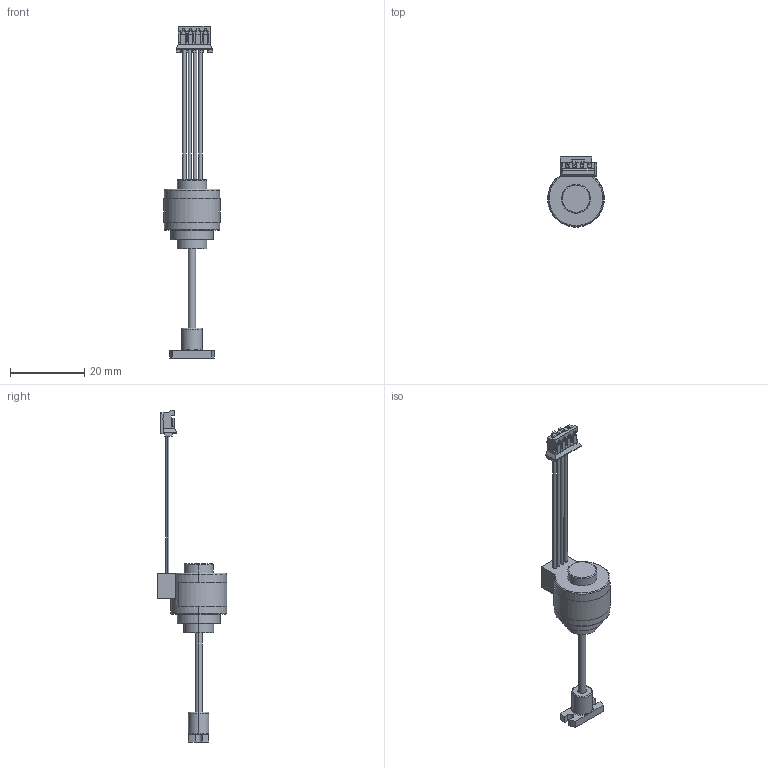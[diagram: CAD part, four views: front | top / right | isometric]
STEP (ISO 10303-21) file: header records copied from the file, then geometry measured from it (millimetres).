
FILE_DESCRIPTION (( 'STEP AP214' ), '1' );
FILE_NAME ('AMETEK-LE1574W-04-25.5-W038-0-R.STEP', '2023-05-02T08:04:38', ( '' ), ( '' ), 'SwSTEP 2.0', 'SolidWorks 2022', '' );
FILE_SCHEMA (( 'AUTOMOTIVE_DESIGN' ));
Length unit declared in the file: millimetre
Products named in the file (5): 56-837-2_56-837-2; 56-513_56-513-4; AMETEK-LE1574W-04-25.5-W038-0-R; 52-768_52-768-1; Rnut_BFWRN_-008-XXXX-BZ00
Assembly tree (4 placements, depth 2):
  AMETEK-LE1574W-04-25.5-W038-0-R
    56-837-2_56-837-2
    52-768_52-768-1
    Rnut_BFWRN_-008-XXXX-BZ00
    56-513_56-513-4
Bounding box: 15.21 x 18.82 x 89.28 mm (x, y, z)
Volume: 3175.2 mm3; surface area: 3029.8 mm2
Topology: 5 solids, 5 shells, 337 faces, 892 edges, 561 vertices
Faces by surface type: plane 230, cylinder 59, cone 32, torus 12, bspline 4
Entity records: 10570 total; most frequent: CARTESIAN_POINT 1915, ORIENTED_EDGE 1776, DIRECTION 1715, EDGE_CURVE 888, LINE 729, VECTOR 729, VERTEX_POINT 561, AXIS2_PLACEMENT_3D 493
